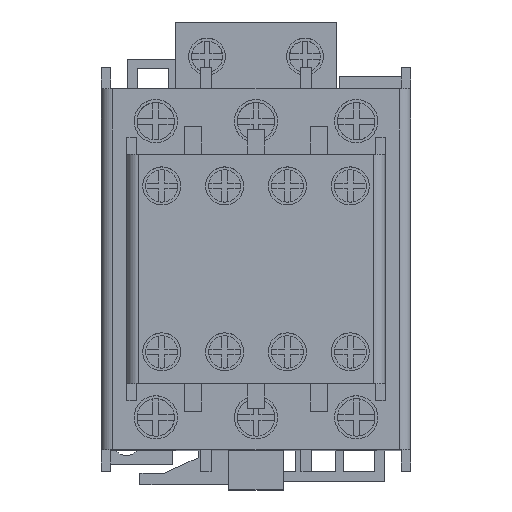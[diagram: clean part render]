
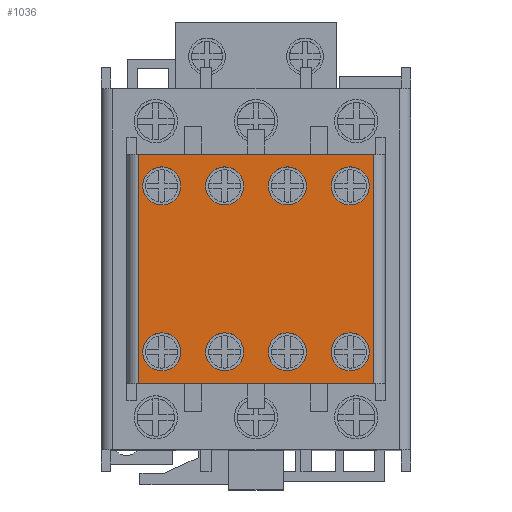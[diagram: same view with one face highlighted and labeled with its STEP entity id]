
A CAD part, top view. The second image highlights one B-rep face of the part: STEP entity #1036.
In plain terms, the highlighted planar face has unit normal (0, 0, 1).
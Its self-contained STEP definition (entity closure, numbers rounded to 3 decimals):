
#1036=ADVANCED_FACE('',(#4619,#4620,#4621,#4622,#4623,#4624,#4625,#4626,
#4627),#1614,.F.);
#1614=PLANE('',#11852);
#2724=LINE('',#17267,#4055);
#2725=LINE('',#17270,#4056);
#2726=LINE('',#17272,#4057);
#2727=LINE('',#17274,#4058);
#4055=VECTOR('',#14068,1.);
#4056=VECTOR('',#14069,1.);
#4057=VECTOR('',#14070,1.);
#4058=VECTOR('',#14071,1.);
#4619=FACE_BOUND('',#5158,.T.);
#4620=FACE_BOUND('',#5159,.T.);
#4621=FACE_BOUND('',#5160,.T.);
#4622=FACE_BOUND('',#5161,.T.);
#4623=FACE_BOUND('',#5162,.T.);
#4624=FACE_BOUND('',#5163,.T.);
#4625=FACE_BOUND('',#5164,.T.);
#4626=FACE_BOUND('',#5165,.T.);
#4627=FACE_BOUND('',#5166,.T.);
#5158=EDGE_LOOP('',(#7395));
#5159=EDGE_LOOP('',(#7396));
#5160=EDGE_LOOP('',(#7397,#7398,#7399,#7400));
#5161=EDGE_LOOP('',(#7401));
#5162=EDGE_LOOP('',(#7402));
#5163=EDGE_LOOP('',(#7403));
#5164=EDGE_LOOP('',(#7404));
#5165=EDGE_LOOP('',(#7405));
#5166=EDGE_LOOP('',(#7406));
#7395=ORIENTED_EDGE('',*,*,#10618,.F.);
#7396=ORIENTED_EDGE('',*,*,#10619,.F.);
#7397=ORIENTED_EDGE('',*,*,#10620,.F.);
#7398=ORIENTED_EDGE('',*,*,#10621,.T.);
#7399=ORIENTED_EDGE('',*,*,#10622,.T.);
#7400=ORIENTED_EDGE('',*,*,#10623,.T.);
#7401=ORIENTED_EDGE('',*,*,#10624,.F.);
#7402=ORIENTED_EDGE('',*,*,#10625,.F.);
#7403=ORIENTED_EDGE('',*,*,#10626,.T.);
#7404=ORIENTED_EDGE('',*,*,#10627,.T.);
#7405=ORIENTED_EDGE('',*,*,#10628,.T.);
#7406=ORIENTED_EDGE('',*,*,#10629,.T.);
#9267=VERTEX_POINT('',#17264);
#9268=VERTEX_POINT('',#17266);
#9269=VERTEX_POINT('',#17268);
#9270=VERTEX_POINT('',#17269);
#9271=VERTEX_POINT('',#17271);
#9272=VERTEX_POINT('',#17273);
#9273=VERTEX_POINT('',#17276);
#9274=VERTEX_POINT('',#17278);
#9275=VERTEX_POINT('',#17280);
#9276=VERTEX_POINT('',#17282);
#9277=VERTEX_POINT('',#17284);
#9278=VERTEX_POINT('',#17286);
#10618=EDGE_CURVE('',#9267,#9267,#11262,.T.);
#10619=EDGE_CURVE('',#9268,#9268,#11263,.T.);
#10620=EDGE_CURVE('',#9269,#9270,#2724,.T.);
#10621=EDGE_CURVE('',#9269,#9271,#2725,.T.);
#10622=EDGE_CURVE('',#9271,#9272,#2726,.T.);
#10623=EDGE_CURVE('',#9272,#9270,#2727,.T.);
#10624=EDGE_CURVE('',#9273,#9273,#11264,.T.);
#10625=EDGE_CURVE('',#9274,#9274,#11265,.T.);
#10626=EDGE_CURVE('',#9275,#9275,#11266,.T.);
#10627=EDGE_CURVE('',#9276,#9276,#11267,.T.);
#10628=EDGE_CURVE('',#9277,#9277,#11268,.T.);
#10629=EDGE_CURVE('',#9278,#9278,#11269,.T.);
#11262=CIRCLE('',#11844,3.3);
#11263=CIRCLE('',#11845,3.3);
#11264=CIRCLE('',#11846,3.3);
#11265=CIRCLE('',#11847,3.3);
#11266=CIRCLE('',#11848,3.3);
#11267=CIRCLE('',#11849,3.3);
#11268=CIRCLE('',#11850,3.3);
#11269=CIRCLE('',#11851,3.3);
#11844=AXIS2_PLACEMENT_3D('',#17263,#14064,#14065);
#11845=AXIS2_PLACEMENT_3D('',#17265,#14066,#14067);
#11846=AXIS2_PLACEMENT_3D('',#17275,#14072,#14073);
#11847=AXIS2_PLACEMENT_3D('',#17277,#14074,#14075);
#11848=AXIS2_PLACEMENT_3D('',#17279,#14076,#14077);
#11849=AXIS2_PLACEMENT_3D('',#17281,#14078,#14079);
#11850=AXIS2_PLACEMENT_3D('',#17283,#14080,#14081);
#11851=AXIS2_PLACEMENT_3D('',#17285,#14082,#14083);
#11852=AXIS2_PLACEMENT_3D('',#17287,#14084,#14085);
#14064=DIRECTION('',(0.,0.,1.));
#14065=DIRECTION('',(0.,1.,0.));
#14066=DIRECTION('',(0.,0.,1.));
#14067=DIRECTION('',(0.,1.,0.));
#14068=DIRECTION('',(1.,0.,0.));
#14069=DIRECTION('',(0.,-1.,0.));
#14070=DIRECTION('',(1.,0.,0.));
#14071=DIRECTION('',(0.,1.,0.));
#14072=DIRECTION('',(0.,0.,1.));
#14073=DIRECTION('',(0.,1.,0.));
#14074=DIRECTION('',(0.,0.,1.));
#14075=DIRECTION('',(0.,1.,0.));
#14076=DIRECTION('',(0.,0.,-1.));
#14077=DIRECTION('',(0.,-1.,0.));
#14078=DIRECTION('',(0.,0.,-1.));
#14079=DIRECTION('',(0.,-1.,0.));
#14080=DIRECTION('',(0.,0.,-1.));
#14081=DIRECTION('',(0.,-1.,0.));
#14082=DIRECTION('',(0.,0.,-1.));
#14083=DIRECTION('',(0.,-1.,0.));
#14084=DIRECTION('',(0.,0.,-1.));
#14085=DIRECTION('',(-1.,0.,0.));
#17263=CARTESIAN_POINT('',(16.35,-14.4,133.9));
#17264=CARTESIAN_POINT('',(16.35,-11.1,133.9));
#17265=CARTESIAN_POINT('',(-16.35,-14.4,133.9));
#17266=CARTESIAN_POINT('',(-16.35,-11.1,133.9));
#17267=CARTESIAN_POINT('',(-22.4,19.9,133.9));
#17268=CARTESIAN_POINT('',(-20.4,19.9,133.9));
#17269=CARTESIAN_POINT('',(20.4,19.9,133.9));
#17270=CARTESIAN_POINT('',(-20.4,-19.9,133.9));
#17271=CARTESIAN_POINT('',(-20.4,-19.9,133.9));
#17272=CARTESIAN_POINT('',(-22.4,-19.9,133.9));
#17273=CARTESIAN_POINT('',(20.4,-19.9,133.9));
#17274=CARTESIAN_POINT('',(20.4,-19.9,133.9));
#17275=CARTESIAN_POINT('',(-5.45,-14.4,133.9));
#17276=CARTESIAN_POINT('',(-5.45,-11.1,133.9));
#17277=CARTESIAN_POINT('',(5.45,-14.4,133.9));
#17278=CARTESIAN_POINT('',(5.45,-11.1,133.9));
#17279=CARTESIAN_POINT('',(16.35,14.4,133.9));
#17280=CARTESIAN_POINT('',(16.35,11.1,133.9));
#17281=CARTESIAN_POINT('',(-16.35,14.4,133.9));
#17282=CARTESIAN_POINT('',(-16.35,11.1,133.9));
#17283=CARTESIAN_POINT('',(-5.45,14.4,133.9));
#17284=CARTESIAN_POINT('',(-5.45,11.1,133.9));
#17285=CARTESIAN_POINT('',(5.45,14.4,133.9));
#17286=CARTESIAN_POINT('',(5.45,11.1,133.9));
#17287=CARTESIAN_POINT('',(-22.4,-19.9,133.9));
